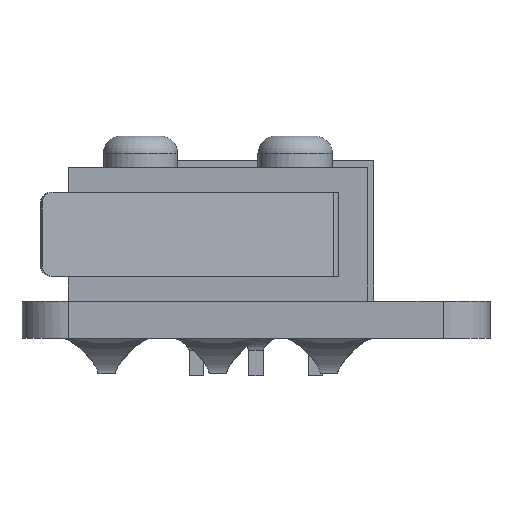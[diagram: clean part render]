
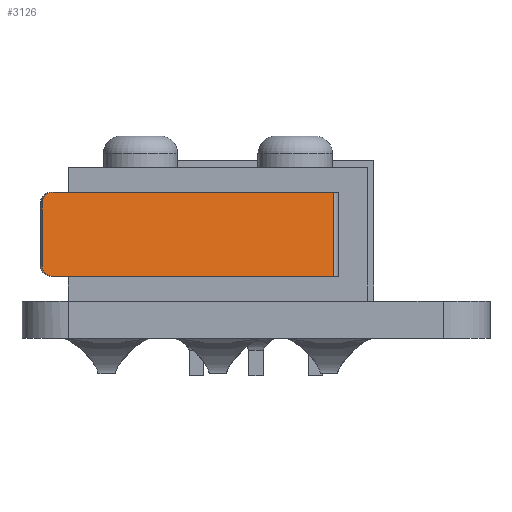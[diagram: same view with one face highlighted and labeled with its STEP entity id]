
A CAD part, front view. The second image highlights one B-rep face of the part: STEP entity #3126.
In plain terms, the highlighted planar face has unit normal (0.305, -0.952, 0).
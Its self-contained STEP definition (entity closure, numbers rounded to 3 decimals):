
#108=CIRCLE('',#3329,0.5);
#113=CIRCLE('',#3337,0.5);
#366=FACE_OUTER_BOUND('',#558,.T.);
#558=EDGE_LOOP('',(#2810,#2811,#2812,#2813,#2814,#2815));
#881=LINE('',#6255,#1212);
#887=LINE('',#6272,#1218);
#890=LINE('',#6281,#1221);
#891=LINE('',#6282,#1222);
#1212=VECTOR('',#4041,10.);
#1218=VECTOR('',#4057,10.);
#1221=VECTOR('',#4066,10.);
#1222=VECTOR('',#4067,10.);
#1492=VERTEX_POINT('',#6236);
#1493=VERTEX_POINT('',#6237);
#1500=VERTEX_POINT('',#6253);
#1504=VERTEX_POINT('',#6265);
#1505=VERTEX_POINT('',#6266);
#1506=VERTEX_POINT('',#6271);
#1925=EDGE_CURVE('',#1492,#1493,#108,.T.);
#1934=EDGE_CURVE('',#1492,#1500,#881,.T.);
#1939=EDGE_CURVE('',#1504,#1505,#113,.T.);
#1942=EDGE_CURVE('',#1505,#1506,#887,.T.);
#1947=EDGE_CURVE('',#1500,#1506,#890,.T.);
#1948=EDGE_CURVE('',#1493,#1504,#891,.T.);
#2810=ORIENTED_EDGE('',*,*,#1925,.F.);
#2811=ORIENTED_EDGE('',*,*,#1934,.T.);
#2812=ORIENTED_EDGE('',*,*,#1947,.T.);
#2813=ORIENTED_EDGE('',*,*,#1942,.F.);
#2814=ORIENTED_EDGE('',*,*,#1939,.F.);
#2815=ORIENTED_EDGE('',*,*,#1948,.F.);
#2956=PLANE('',#3341);
#3126=ADVANCED_FACE('',(#366),#2956,.T.);
#3329=AXIS2_PLACEMENT_3D('',#6238,#4026,#4027);
#3337=AXIS2_PLACEMENT_3D('',#6267,#4051,#4052);
#3341=AXIS2_PLACEMENT_3D('',#6280,#4064,#4065);
#4026=DIRECTION('center_axis',(-0.305,0.952,0.));
#4027=DIRECTION('ref_axis',(-0.673,-0.216,-0.707));
#4041=DIRECTION('',(0.952,0.305,0.));
#4051=DIRECTION('center_axis',(-0.305,0.952,0.));
#4052=DIRECTION('ref_axis',(-0.673,-0.216,0.707));
#4057=DIRECTION('',(0.952,0.305,0.));
#4064=DIRECTION('center_axis',(0.305,-0.952,0.));
#4065=DIRECTION('ref_axis',(0.952,0.305,0.));
#4066=DIRECTION('',(0.,0.,1.));
#4067=DIRECTION('',(0.,0.,1.));
#6236=CARTESIAN_POINT('',(-8.669,-15.708,2.65));
#6237=CARTESIAN_POINT('',(-9.145,-15.861,3.15));
#6238=CARTESIAN_POINT('Origin',(-8.669,-15.708,3.15));
#6253=CARTESIAN_POINT('',(3.312,-11.868,2.65));
#6255=CARTESIAN_POINT('',(-9.145,-15.861,2.65));
#6265=CARTESIAN_POINT('',(-9.145,-15.861,5.75));
#6266=CARTESIAN_POINT('',(-8.669,-15.708,6.25));
#6267=CARTESIAN_POINT('Origin',(-8.669,-15.708,5.75));
#6271=CARTESIAN_POINT('',(3.312,-11.868,6.25));
#6272=CARTESIAN_POINT('',(-9.145,-15.861,6.25));
#6280=CARTESIAN_POINT('Origin',(-9.145,-15.861,2.65));
#6281=CARTESIAN_POINT('',(3.312,-11.868,2.65));
#6282=CARTESIAN_POINT('',(-9.145,-15.861,2.65));
